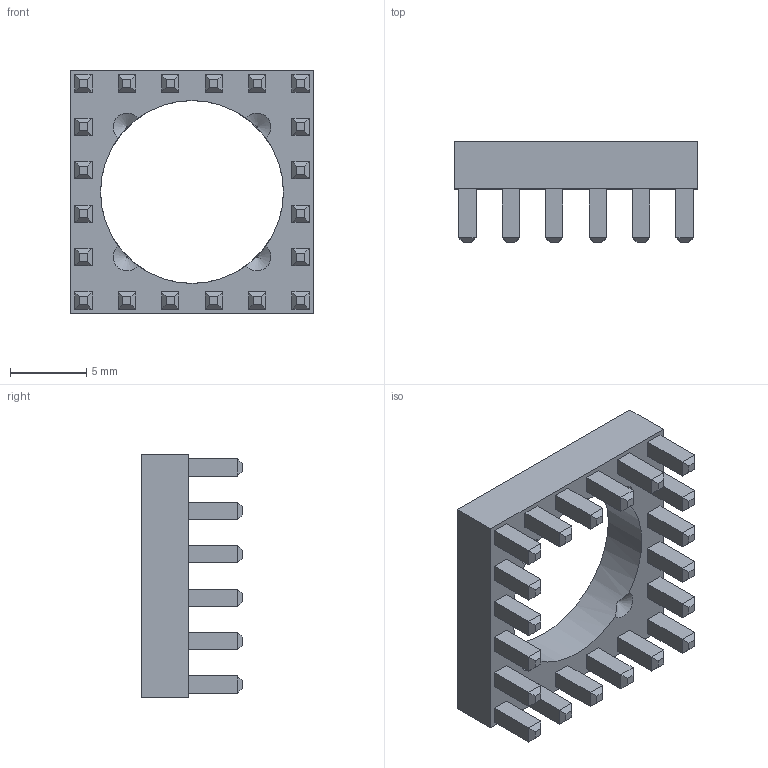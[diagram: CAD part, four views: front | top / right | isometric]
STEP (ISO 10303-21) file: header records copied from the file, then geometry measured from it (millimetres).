
FILE_DESCRIPTION (( 'STEP AP203' ), '1' );
FILE_NAME ('K99764-B01.STEP', '2025-03-19T15:39:44', ( '' ), ( '' ), 'SwSTEP 2.0', 'SolidWorks 2023', '' );
FILE_SCHEMA (( 'CONFIG_CONTROL_DESIGN' ));
Length unit declared in the file: millimetre
Products named in the file (1): K99764-B01
Bounding box: 16 x 6.6 x 16 mm (x, y, z)
Volume: 528 mm3; surface area: 897.6 mm2
Topology: 1 solids, 1 shells, 191 faces, 439 edges, 266 vertices
Faces by surface type: plane 186, cone 4, cylinder 1
Full cylindrical faces by diameter (mm): 12 x1
Entity records: 5233 total; most frequent: CARTESIAN_POINT 958, ORIENTED_EDGE 850, DIRECTION 814, EDGE_CURVE 425, LINE 412, VECTOR 412, VERTEX_POINT 257, EDGE_LOOP 214
